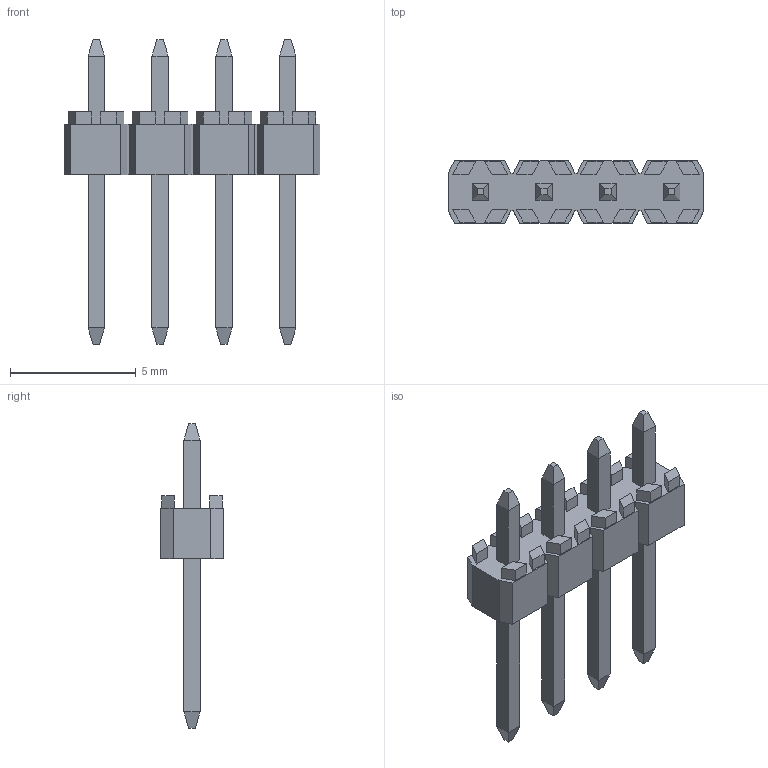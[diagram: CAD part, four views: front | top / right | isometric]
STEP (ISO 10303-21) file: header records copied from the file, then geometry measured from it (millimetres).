
FILE_DESCRIPTION( ( '' ), ' ' );
FILE_NAME( '5a3a4035426c93103f74cf8d.step', '2017-12-20T10:49:26', ( '' ), ( '' ), ' ', ' ', ' ' );
FILE_SCHEMA( ( 'AUTOMOTIVE_DESIGN { 1 0 10303 214 1 1 1 1 }' ) );
Length unit declared in the file: metre
Products named in the file (1): Open CASCADE STEP translator 6.8 1
Bounding box: 10.16 x 2.5 x 12.12 mm (x, y, z)
Volume: 66.8 mm3; surface area: 222.7 mm2
Topology: 1 solids, 1 shells, 186 faces, 448 edges, 288 vertices
Faces by surface type: plane 186
Entity records: 9000 total; most frequent: CARTESIAN_POINT 923, ORIENTED_EDGE 896, DIRECTION 822, STYLED_ITEM 634, PRESENTATION_STYLE_ASSIGNMENT 634, COLOUR_RGB 634, EDGE_CURVE 448, CURVE_STYLE 448
